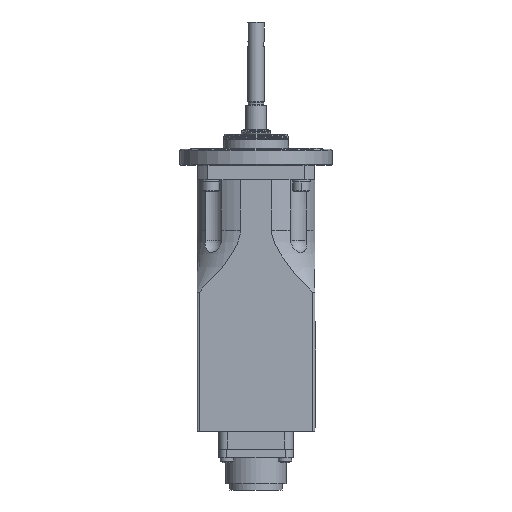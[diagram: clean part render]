
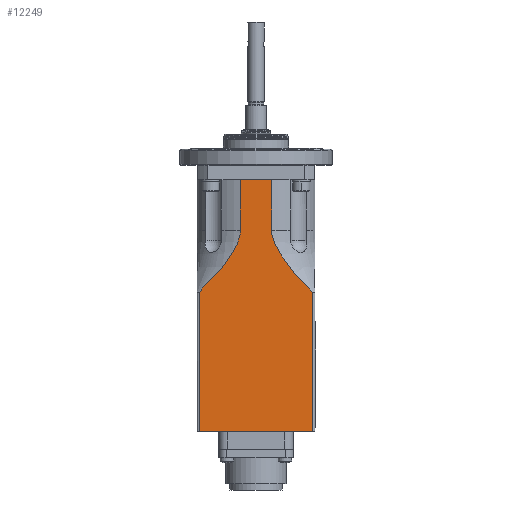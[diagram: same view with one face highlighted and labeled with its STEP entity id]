
A CAD part, front view. The second image highlights one B-rep face of the part: STEP entity #12249.
In plain terms, the highlighted planar face has unit normal (0, -1, 0).
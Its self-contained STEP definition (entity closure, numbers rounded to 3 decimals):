
#55 = CARTESIAN_POINT ( 'NONE',  ( 12.382, -29., -38.294 ) ) ;
#124 = PLANE ( 'NONE',  #16585 ) ;
#357 = CARTESIAN_POINT ( 'NONE',  ( -28., -29., -1. ) ) ;
#1001 = CARTESIAN_POINT ( 'NONE',  ( -8.72, -29., -31.353 ) ) ;
#1082 = CARTESIAN_POINT ( 'NONE',  ( -11.11, -29., -36.276 ) ) ;
#1176 = CARTESIAN_POINT ( 'NONE',  ( -23.531, -29., -52.157 ) ) ;
#1239 = CARTESIAN_POINT ( 'NONE',  ( 9.662, -29., -33.534 ) ) ;
#1893 = LINE ( 'NONE', #357, #7201 ) ;
#1971 = VERTEX_POINT ( 'NONE', #6648 ) ;
#2286 = DIRECTION ( 'NONE',  ( 0., 0., 1. ) ) ;
#2434 = CARTESIAN_POINT ( 'NONE',  ( -11.922, -29., -37.598 ) ) ;
#2677 = EDGE_CURVE ( 'Defeature ausgef�hrt4_12+Defeature ausgef�hrt4_6+Defeature ausgef�hrt4_24+Defeature ausgef�hrt4_13', #11899, #10838, #16509, .T. ) ;
#2696 = CARTESIAN_POINT ( 'NONE',  ( -28., -29., -125. ) ) ;
#2768 = CARTESIAN_POINT ( 'NONE',  ( 20.414, -29., -48.746 ) ) ;
#2827 = DIRECTION ( 'NONE',  ( 1., 0., 0. ) ) ;
#3314 = ORIENTED_EDGE ( 'NONE', *, *, #8961, .T. ) ;
#3456 = CARTESIAN_POINT ( 'NONE',  ( 8.032, -29., -29.118 ) ) ;
#3596 = VERTEX_POINT ( 'NONE', #10546 ) ;
#3772 = CARTESIAN_POINT ( 'NONE',  ( 7.681, -29., -1. ) ) ;
#3895 = EDGE_LOOP ( 'NONE', ( #7786, #6176, #9065, #3314, #13940, #15279, #7164, #7255 ) ) ;
#4066 = CARTESIAN_POINT ( 'NONE',  ( -13.633, -29., -40.182 ) ) ;
#4129 = CARTESIAN_POINT ( 'NONE',  ( 25.713, -29., -54.337 ) ) ;
#4157 = CARTESIAN_POINT ( 'NONE',  ( -17.363, -29., -45.14 ) ) ;
#4195 = FACE_OUTER_BOUND ( 'NONE', #3895, .T. ) ;
#4743 = CARTESIAN_POINT ( 'NONE',  ( 7.772, -29., -27.576 ) ) ;
#4890 = VERTEX_POINT ( 'NONE', #12912 ) ;
#5319 = CARTESIAN_POINT ( 'NONE',  ( 11.145, -29., -36.291 ) ) ;
#5526 = CARTESIAN_POINT ( 'NONE',  ( -28., -29., -56.411 ) ) ;
#5592 = CARTESIAN_POINT ( 'NONE',  ( 10.012, -29., -34.234 ) ) ;
#6003 = CARTESIAN_POINT ( 'NONE',  ( 7.825, -29., -27.964 ) ) ;
#6176 = ORIENTED_EDGE ( 'NONE', *, *, #6245, .T. ) ;
#6245 = EDGE_CURVE ( 'Defeature ausgef�hrt4_12+Defeature ausgef�hrt4_7+Defeature ausgef�hrt4_11+Defeature ausgef�hrt4_27', #4890, #3596, #17653, .T. ) ;
#6514 = CARTESIAN_POINT ( 'NONE',  ( -9.01, -29., -32.081 ) ) ;
#6596 = CARTESIAN_POINT ( 'NONE',  ( -20.382, -29., -48.71 ) ) ;
#6648 = CARTESIAN_POINT ( 'NONE',  ( -7.681, -29., -1. ) ) ;
#6784 = CARTESIAN_POINT ( 'NONE',  ( -25.719, -29., -54.343 ) ) ;
#7124 = LINE ( 'NONE', #16569, #13323 ) ;
#7164 = ORIENTED_EDGE ( 'NONE', *, *, #10256, .F. ) ;
#7201 = VECTOR ( 'NONE', #11409, 1000. ) ;
#7247 = EDGE_CURVE ( 'Defeature ausgef�hrt4_12+Defeature ausgef�hrt4_11+Defeature ausgef�hrt4_20+Defeature ausgef�hrt4_7', #14864, #4890, #8606, .T. ) ;
#7255 = ORIENTED_EDGE ( 'NONE', *, *, #11914, .T. ) ;
#7385 = CARTESIAN_POINT ( 'NONE',  ( -7.681, -29., -26. ) ) ;
#7786 = ORIENTED_EDGE ( 'NONE', *, *, #7247, .T. ) ;
#7873 = CARTESIAN_POINT ( 'NONE',  ( -7.681, -29., -26.391 ) ) ;
#8116 = CARTESIAN_POINT ( 'NONE',  ( 14.588, -29., -41.521 ) ) ;
#8606 = LINE ( 'NONE', #11071, #10654 ) ;
#8676 = EDGE_CURVE ( 'Defeature ausgef�hrt4_12+Defeature ausgef�hrt4_24+Defeature ausgef�hrt4_102+Defeature ausgef�hrt4_6', #1971, #11899, #14254, .T. ) ;
#8888 = CARTESIAN_POINT ( 'NONE',  ( 7.681, -29., -26. ) ) ;
#8961 = EDGE_CURVE ( 'Defeature ausgef�hrt4_12+Defeature ausgef�hrt4_102+Defeature ausgef�hrt4_27+Defeature ausgef�hrt4_24', #14656, #1971, #1893, .T. ) ;
#9065 = ORIENTED_EDGE ( 'NONE', *, *, #16619, .T. ) ;
#9403 = CARTESIAN_POINT ( 'NONE',  ( -8.032, -29., -29.119 ) ) ;
#9492 = CARTESIAN_POINT ( 'NONE',  ( -8.231, -29., -29.872 ) ) ;
#9670 = DIRECTION ( 'NONE',  ( 0., 0., 1. ) ) ;
#9733 = CARTESIAN_POINT ( 'NONE',  ( 9.027, -29., -32.099 ) ) ;
#9882 = DIRECTION ( 'NONE',  ( 0., 0., 1. ) ) ;
#10194 = CARTESIAN_POINT ( 'NONE',  ( 28., -29., -125. ) ) ;
#10245 = VERTEX_POINT ( 'NONE', #2696 ) ;
#10247 = CARTESIAN_POINT ( 'NONE',  ( 7.681, -29., -26.394 ) ) ;
#10256 = EDGE_CURVE ( 'Defeature ausgef�hrt4_13+Defeature ausgef�hrt4_12+Defeature ausgef�hrt4_20+Defeature ausgef�hrt4_6', #10245, #10838, #7124, .T. ) ;
#10546 = CARTESIAN_POINT ( 'NONE',  ( 7.681, -29., -26. ) ) ;
#10654 = VECTOR ( 'NONE', #9882, 1000. ) ;
#10838 = VERTEX_POINT ( 'NONE', #11547 ) ;
#10950 = CARTESIAN_POINT ( 'NONE',  ( -14.532, -29., -41.445 ) ) ;
#11071 = CARTESIAN_POINT ( 'NONE',  ( 28., -29., -126. ) ) ;
#11112 = CARTESIAN_POINT ( 'NONE',  ( 9.18, -29., -32.461 ) ) ;
#11194 = CARTESIAN_POINT ( 'NONE',  ( 7.7, -29., -26.792 ) ) ;
#11239 = VECTOR ( 'NONE', #13230, 1000. ) ;
#11409 = DIRECTION ( 'NONE',  ( -1., 0., 0. ) ) ;
#11547 = CARTESIAN_POINT ( 'NONE',  ( -28., -29., -56.411 ) ) ;
#11649 = VECTOR ( 'NONE', #13183, 1000. ) ;
#11899 = VERTEX_POINT ( 'NONE', #7385 ) ;
#11914 = EDGE_CURVE ( 'Defeature ausgef�hrt4_12+Defeature ausgef�hrt4_20+Defeature ausgef�hrt4_13+Defeature ausgef�hrt4_11', #10245, #14864, #15743, .T. ) ;
#12136 = CARTESIAN_POINT ( 'NONE',  ( -9.653, -29., -33.516 ) ) ;
#12228 = CARTESIAN_POINT ( 'NONE',  ( -7.681, -29., -26. ) ) ;
#12249 = ADVANCED_FACE ( 'Defeature ausgef�hrt4_12', ( #4195 ), #124, .T. ) ;
#12400 = CARTESIAN_POINT ( 'NONE',  ( -7.771, -29., -27.568 ) ) ;
#12467 = CARTESIAN_POINT ( 'NONE',  ( 19.399, -29., -47.585 ) ) ;
#12912 = CARTESIAN_POINT ( 'NONE',  ( 28., -29., -56.411 ) ) ;
#13162 = CARTESIAN_POINT ( 'NONE',  ( 8.232, -29., -29.875 ) ) ;
#13183 = DIRECTION ( 'NONE',  ( 1., 0., 0. ) ) ;
#13230 = DIRECTION ( 'NONE',  ( 0., 0., -1. ) ) ;
#13323 = VECTOR ( 'NONE', #9670, 1000. ) ;
#13350 = LINE ( 'NONE', #14709, #14169 ) ;
#13659 = CARTESIAN_POINT ( 'NONE',  ( 10.754, -29., -35.613 ) ) ;
#13684 = CARTESIAN_POINT ( 'NONE',  ( -7.699, -29., -26.782 ) ) ;
#13770 = CARTESIAN_POINT ( 'NONE',  ( -10.003, -29., -34.216 ) ) ;
#13805 = CARTESIAN_POINT ( 'NONE',  ( -28., -29., -126. ) ) ;
#13928 = CARTESIAN_POINT ( 'NONE',  ( 16.457, -29., -44. ) ) ;
#13940 = ORIENTED_EDGE ( 'NONE', *, *, #8676, .T. ) ;
#14017 = CARTESIAN_POINT ( 'NONE',  ( 8.738, -29., -31.366 ) ) ;
#14169 = VECTOR ( 'NONE', #2286, 1000. ) ;
#14254 = LINE ( 'NONE', #14514, #11239 ) ;
#14514 = CARTESIAN_POINT ( 'NONE',  ( -7.681, -29., 22.566 ) ) ;
#14656 = VERTEX_POINT ( 'NONE', #3772 ) ;
#14709 = CARTESIAN_POINT ( 'NONE',  ( 7.681, -29., 22.566 ) ) ;
#14864 = VERTEX_POINT ( 'NONE', #10194 ) ;
#14924 = CARTESIAN_POINT ( 'NONE',  ( 13.682, -29., -40.254 ) ) ;
#14945 = CARTESIAN_POINT ( 'NONE',  ( -19.354, -29., -47.532 ) ) ;
#15200 = CARTESIAN_POINT ( 'NONE',  ( 23.534, -29., -52.159 ) ) ;
#15253 = DIRECTION ( 'NONE',  ( 0., -1., 0. ) ) ;
#15277 = CARTESIAN_POINT ( 'NONE',  ( 11.959, -29., -37.631 ) ) ;
#15279 = ORIENTED_EDGE ( 'NONE', *, *, #2677, .T. ) ;
#15743 = LINE ( 'NONE', #15913, #11649 ) ;
#15913 = CARTESIAN_POINT ( 'NONE',  ( -28., -29., -125. ) ) ;
#16509 = B_SPLINE_CURVE_WITH_KNOTS ( 'NONE', 3,
 ( #12228, #7873, #13684, #12400, #17771, #9403, #9492, #1001, #6514, #12136, #13770, #1082, #2434, #4066, #10950, #17947, #4157, #14945, #6596, #1176, #6784, #5526 ),
 .UNSPECIFIED., .F., .F.,
 ( 4, 2, 2, 2, 2, 2, 2, 2, 2, 2, 4 ),
 ( 0.308, 0.309, 0.31, 0.312, 0.315, 0.317, 0.322, 0.326, 0.331, 0.335, 0.345 ),
 .UNSPECIFIED. ) ;
#16555 = CARTESIAN_POINT ( 'NONE',  ( 28., -29., -56.411 ) ) ;
#16569 = CARTESIAN_POINT ( 'NONE',  ( -28., -29., -126. ) ) ;
#16585 = AXIS2_PLACEMENT_3D ( 'NONE', #13805, #15253, #2827 ) ;
#16619 = EDGE_CURVE ( 'Defeature ausgef�hrt4_12+Defeature ausgef�hrt4_27+Defeature ausgef�hrt4_7+Defeature ausgef�hrt4_102', #3596, #14656, #13350, .T. ) ;
#17070 = CARTESIAN_POINT ( 'NONE',  ( 8.602, -29., -30.995 ) ) ;
#17653 = B_SPLINE_CURVE_WITH_KNOTS ( 'NONE', 3,
 ( #16555, #4129, #15200, #2768, #12467, #17739, #13928, #8116, #14924, #55, #15277, #5319, #13659, #5592, #1239, #11112, #9733, #14017, #17070, #13162, #3456, #6003, #4743, #11194, #10247, #8888 ),
 .UNSPECIFIED., .F., .F.,
 ( 4, 2, 2, 2, 2, 2, 2, 2, 2, 2, 2, 2, 4 ),
 ( 0.317, 0.327, 0.331, 0.336, 0.341, 0.343, 0.345, 0.348, 0.349, 0.35, 0.352, 0.354, 0.355 ),
 .UNSPECIFIED. ) ;
#17739 = CARTESIAN_POINT ( 'NONE',  ( 17.421, -29., -45.212 ) ) ;
#17771 = CARTESIAN_POINT ( 'NONE',  ( -7.825, -29., -27.961 ) ) ;
#17947 = CARTESIAN_POINT ( 'NONE',  ( -16.397, -29., -43.923 ) ) ;
